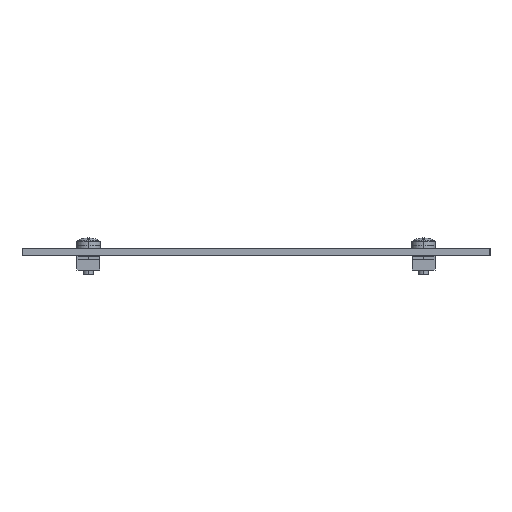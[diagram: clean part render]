
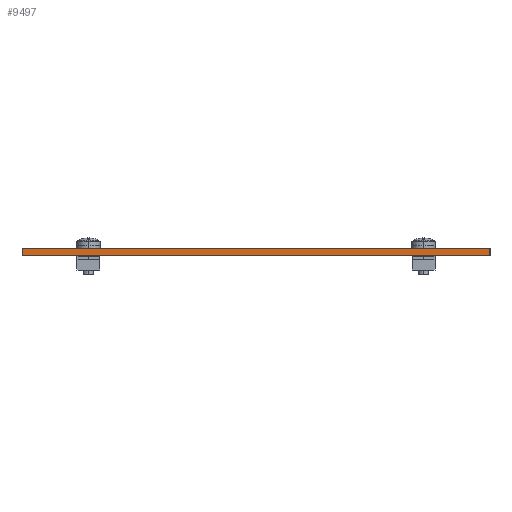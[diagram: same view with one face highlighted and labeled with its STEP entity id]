
A CAD part, left-side view. The second image highlights one B-rep face of the part: STEP entity #9497.
In plain terms, the highlighted planar face has unit normal (-1, 0, 0).
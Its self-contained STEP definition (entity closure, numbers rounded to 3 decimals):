
#306 = FACE_OUTER_BOUND ( 'NONE', #3325, .T. ) ;
#974 = CARTESIAN_POINT ( 'NONE',  ( -241.5, -132.925, 0. ) ) ;
#976 = LINE ( 'NONE', #7948, #5104 ) ;
#1283 = ORIENTED_EDGE ( 'NONE', *, *, #3383, .T. ) ;
#1311 = CARTESIAN_POINT ( 'NONE',  ( -241.5, -132.925, -4. ) ) ;
#1585 = EDGE_CURVE ( 'NONE', #6094, #2169, #5809, .T. ) ;
#2169 = VERTEX_POINT ( 'NONE', #974 ) ;
#2670 = VERTEX_POINT ( 'NONE', #3322 ) ;
#2671 = CARTESIAN_POINT ( 'NONE',  ( -241.5, 132.925, -4. ) ) ;
#2893 = EDGE_CURVE ( 'NONE', #7440, #6094, #976, .T. ) ;
#3173 = CARTESIAN_POINT ( 'NONE',  ( -241.5, 132.925, -4. ) ) ;
#3322 = CARTESIAN_POINT ( 'NONE',  ( -241.5, -132.925, -4. ) ) ;
#3325 = EDGE_LOOP ( 'NONE', ( #7444, #6298, #3539, #1283 ) ) ;
#3383 = EDGE_CURVE ( 'NONE', #2670, #2169, #8124, .T. ) ;
#3539 = ORIENTED_EDGE ( 'NONE', *, *, #9023, .T. ) ;
#4144 = CARTESIAN_POINT ( 'NONE',  ( -241.5, 132.925, 0. ) ) ;
#4941 = DIRECTION ( 'NONE',  ( 0., -1., 0. ) ) ;
#5043 = VECTOR ( 'NONE', #6761, 1000. ) ;
#5104 = VECTOR ( 'NONE', #6506, 1000. ) ;
#5763 = VECTOR ( 'NONE', #6547, 1000. ) ;
#5780 = DIRECTION ( 'NONE',  ( -1., 0., 0. ) ) ;
#5809 = LINE ( 'NONE', #7544, #5043 ) ;
#6094 = VERTEX_POINT ( 'NONE', #4144 ) ;
#6298 = ORIENTED_EDGE ( 'NONE', *, *, #2893, .F. ) ;
#6302 = CARTESIAN_POINT ( 'NONE',  ( -241.5, 132.925, -4. ) ) ;
#6506 = DIRECTION ( 'NONE',  ( 0., 0., 1. ) ) ;
#6547 = DIRECTION ( 'NONE',  ( 0., 0., 1. ) ) ;
#6761 = DIRECTION ( 'NONE',  ( 0., -1., 0. ) ) ;
#7440 = VERTEX_POINT ( 'NONE', #3173 ) ;
#7444 = ORIENTED_EDGE ( 'NONE', *, *, #1585, .F. ) ;
#7544 = CARTESIAN_POINT ( 'NONE',  ( -241.5, 132.925, 0. ) ) ;
#7948 = CARTESIAN_POINT ( 'NONE',  ( -241.5, 132.925, -4. ) ) ;
#7978 = LINE ( 'NONE', #6302, #9106 ) ;
#8105 = DIRECTION ( 'NONE',  ( 0., -1., 0. ) ) ;
#8124 = LINE ( 'NONE', #1311, #5763 ) ;
#9023 = EDGE_CURVE ( 'NONE', #7440, #2670, #7978, .T. ) ;
#9106 = VECTOR ( 'NONE', #4941, 1000. ) ;
#9497 = ADVANCED_FACE ( 'NONE', ( #306 ), #9637, .T. ) ;
#9630 = AXIS2_PLACEMENT_3D ( 'NONE', #2671, #5780, #8105 ) ;
#9637 = PLANE ( 'NONE',  #9630 ) ;
